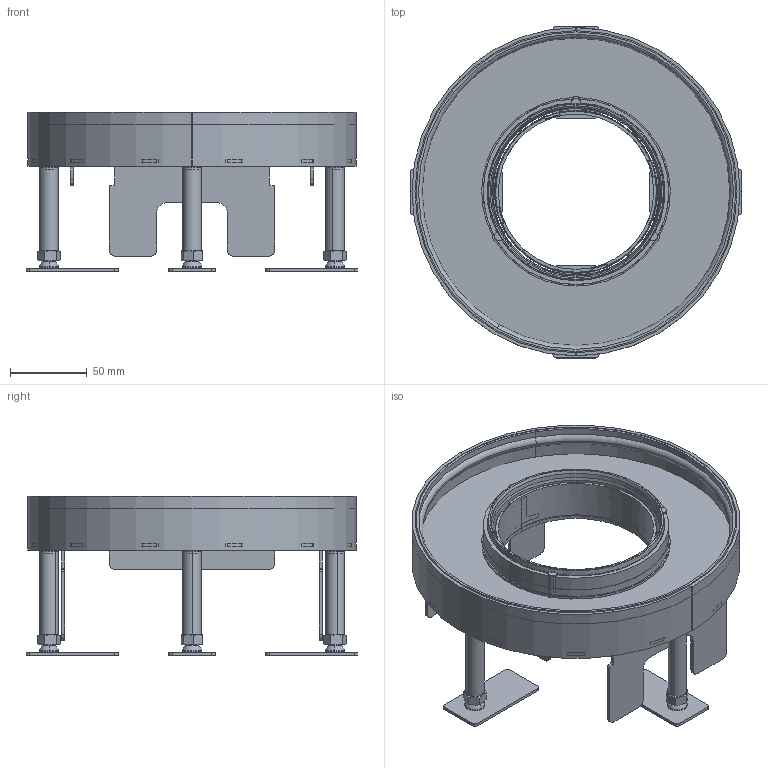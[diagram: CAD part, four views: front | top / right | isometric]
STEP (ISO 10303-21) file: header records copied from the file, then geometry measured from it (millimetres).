
FILE_DESCRIPTION((''),'2;1');
FILE_NAME('7409422_ASM','2014-06-05T',('AndreasKeweloh'),(''),'PRO/ENGINEER BY PARAMETRIC TECHNOLOGY CORPORATION, 2014000','PRO/ENGINEER BY PARAMETRIC TECHNOLOGY CORPORATION, 2014000','');
FILE_SCHEMA(('CONFIG_CONTROL_DESIGN'));
Length unit declared in the file: millimetre
Products named in the file (19): 42389C_BLINDNIET_GEK_RZT__EINBA; 35100012; 041819_L__70_MM; 041219; 044299_STELLFU__GERADE_ASM; AU_ENRING_RUNDE_KASSETTE_R4_438; RUNDE_KASSETTE_R4__UNTERTEIL_39; RUNDE_KASSETTE_R4__UNTERTEIL_KO_ASM; STAHLEINLAGE__NEU__RUNDE_KASSET; 42835F-4; 036170; 036160; 036159; 036161; EINLEGEVARIANTE__O-RING_RUND_F_; TUBUSBAUGRUPPE_F_R_KASSETTEN_H__ASM; 43834AA_SICKE_H_20_MM_RK__4_MIT; RUNDE_KASSETTENOBERTEILE_NEU_TU_ASM; 7409422_ASM
Assembly tree (24 placements, depth 4):
  7409422_ASM
    RUNDE_KASSETTE_R4__UNTERTEIL_KO_ASM
      42389C_BLINDNIET_GEK_RZT__EINBA  x4
      044299_STELLFU__GERADE_ASM  x4
        35100012
        041819_L__70_MM
        041219
      AU_ENRING_RUNDE_KASSETTE_R4_438
      RUNDE_KASSETTE_R4__UNTERTEIL_39
    RUNDE_KASSETTENOBERTEILE_NEU_TU_ASM
      STAHLEINLAGE__NEU__RUNDE_KASSET
      42835F-4
      TUBUSBAUGRUPPE_F_R_KASSETTEN_H__ASM
        036170
        036160
        036159
        036161
        EINLEGEVARIANTE__O-RING_RUND_F_
      43834AA_SICKE_H_20_MM_RK__4_MIT
Bounding box: 216.5 x 216.5 x 104.2 mm (x, y, z)
Volume: 334000.8 mm3; surface area: 303268.6 mm2
Topology: 26 solids, 26 shells, 1235 faces, 3110 edges, 1967 vertices
Faces by surface type: plane 542, cylinder 389, cone 187, torus 71, bspline 30, sphere 16
Entity records: 29055 total; most frequent: CARTESIAN_POINT 7331, DIRECTION 4504, ORIENTED_EDGE 4500, EDGE_CURVE 2250, AXIS2_PLACEMENT_3D 1714, VERTEX_POINT 1448, VECTOR 1076, LINE 1076
